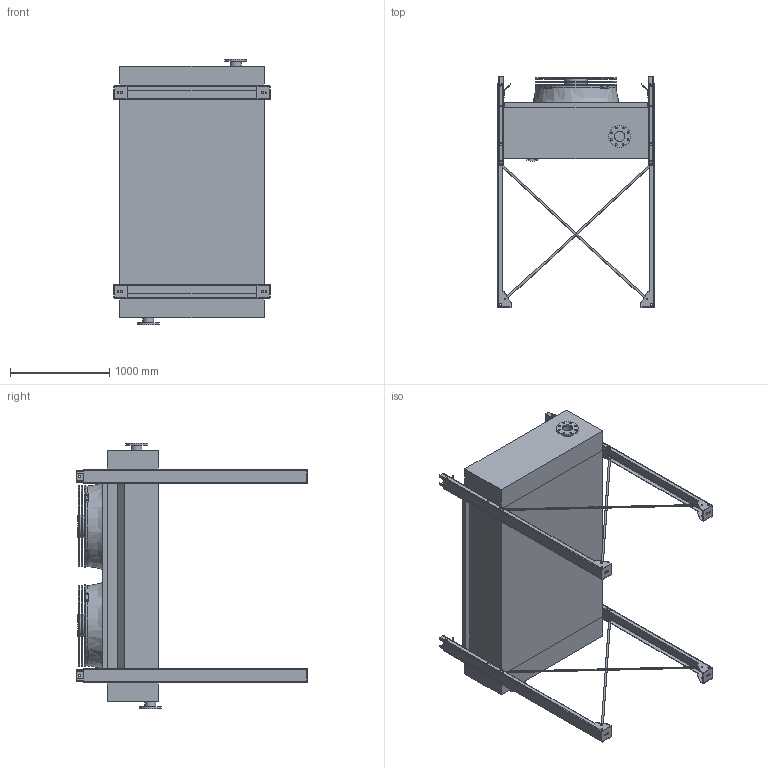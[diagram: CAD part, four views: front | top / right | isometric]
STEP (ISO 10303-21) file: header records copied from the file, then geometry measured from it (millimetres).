
FILE_DESCRIPTION (( 'STEP AP203' ), '1' );
FILE_NAME ('BOC__02C_HV_OS.STEP', '2017-03-24T10:00:34', ( 'Alfa Laval' ), ( 'Alfa Laval' ), 'SwSTEP 2.0', 'SolidWorks 2016', '' );
FILE_SCHEMA (( 'CONFIG_CONTROL_DESIGN' ));
Length unit declared in the file: millimetre
Products named in the file (5): BO_KIT FEET_LIGHT_BOC2C; BOFA_LIGHT_�800; BOC__02C_HV_OS; BO_HV_LIGHT_BOCF_36T_C_2M_OS; BOFE_HV_LIGHT_BOC2C
Assembly tree (5 placements, depth 2):
  BOC__02C_HV_OS
    BO_HV_LIGHT_BOCF_36T_C_2M_OS
    BOFE_HV_LIGHT_BOC2C
    BO_KIT FEET_LIGHT_BOC2C
    BOFA_LIGHT_�800  x2
Bounding box: 1580 x 2323 x 2670 mm (x, y, z)
Volume: 2201739838.2 mm3; surface area: 25361245.4 mm2
Topology: 47 solids, 49 shells, 858 faces, 2273 edges, 1527 vertices
Faces by surface type: plane 408, cylinder 330, torus 106, cone 12, bspline 2
Full cylindrical faces by diameter (mm): 14 x44, 15 x24, 18 x24, 20 x12, 28 x12, 103 x2, 108 x2, 220 x2, 228 x2, 236 x2, 262.56 x2, 276 x2, 308 x2, 328 x2, 405 x2, 425 x2, 502 x2, 522 x2, 599 x2, 619 x2, 696 x2, 716 x2, 793 x2, 812 x2
Entity records: 23411 total; most frequent: CARTESIAN_POINT 5712, DIRECTION 3623, ORIENTED_EDGE 3246, EDGE_CURVE 1623, AXIS2_PLACEMENT_3D 1371, VERTEX_POINT 1163, EDGE_LOOP 1110, LINE 881
